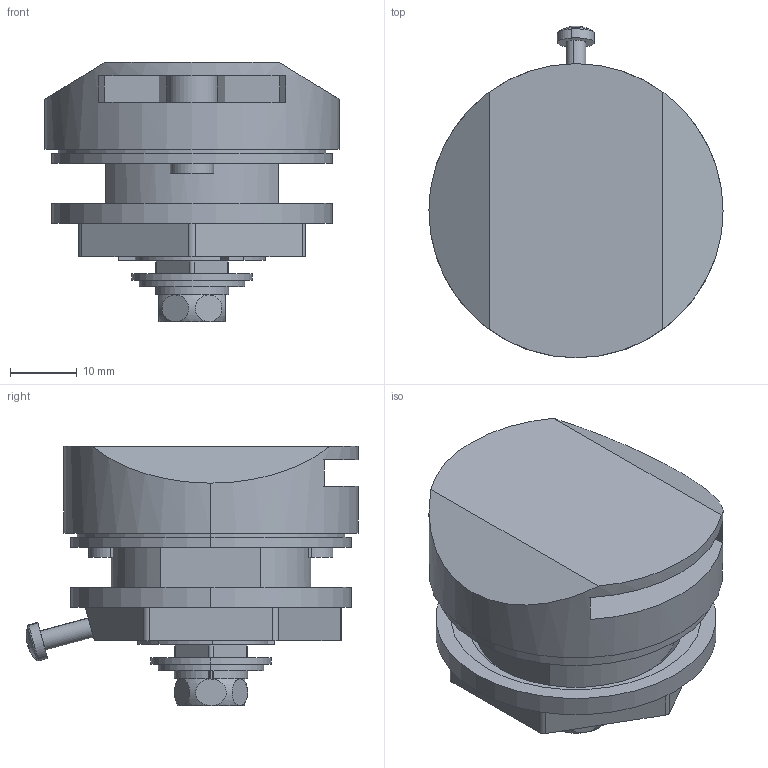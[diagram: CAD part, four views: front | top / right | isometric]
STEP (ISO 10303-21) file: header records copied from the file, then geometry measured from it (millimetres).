
FILE_DESCRIPTION (( 'STEP AP203' ), '1' );
FILE_NAME ('A-312-2.STEP', '2018-03-15T05:41:14', ( '' ), ( '' ), 'SwSTEP 2.0', 'SolidWorks 2014', '' );
FILE_SCHEMA (( 'CONFIG_CONTROL_DESIGN' ));
Length unit declared in the file: millimetre
Products named in the file (11): A-312-2カム_; A-312-2; A-312-2ワッシャー_; A-312-2ボディ_; 廫帤寠晅偒榋妏儃儖僩M6_M6亊12; A-312-2六角ナット_; A-312-2スペーサー_; A-312-2ベース_; 廫帤寠晅側傋偹偠M3_M3亊10; A-312-2角ワッシャー_; スプリングワッシャーM6_JIS B 1251 No.2 6
Assembly tree (10 placements, depth 2):
  A-312-2
    A-312-2ボディ_
    A-312-2ベース_
    A-312-2カム_
    A-312-2六角ナット_
    A-312-2角ワッシャー_
    A-312-2ワッシャー_
    A-312-2スペーサー_
    スプリングワッシャーM6_JIS B 1251 No.2 6
    廫帤寠晅偒榋妏儃儖僩M6_M6亊12
    廫帤寠晅側傋偹偠M3_M3亊10
Bounding box: 44 x 49.67 x 38.8 mm (x, y, z)
Volume: 29851.9 mm3; surface area: 21655.6 mm2
Topology: 10 solids, 10 shells, 242 faces, 558 edges, 354 vertices
Faces by surface type: plane 123, cylinder 82, cone 23, torus 12, sphere 2
Entity records: 8443 total; most frequent: CARTESIAN_POINT 1624, DIRECTION 1273, ORIENTED_EDGE 1112, EDGE_CURVE 556, AXIS2_PLACEMENT_3D 499, VERTEX_POINT 354, EDGE_LOOP 276, LINE 275
